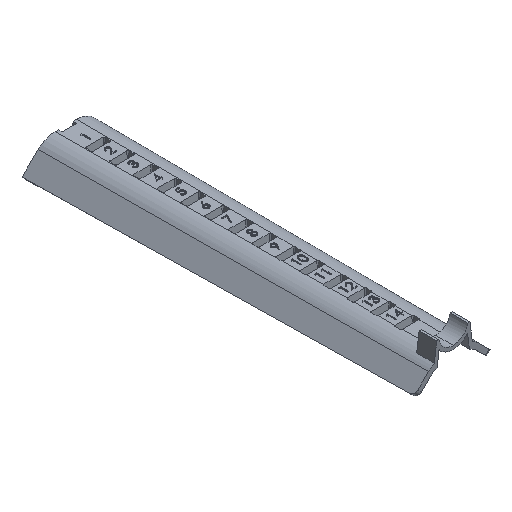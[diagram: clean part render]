
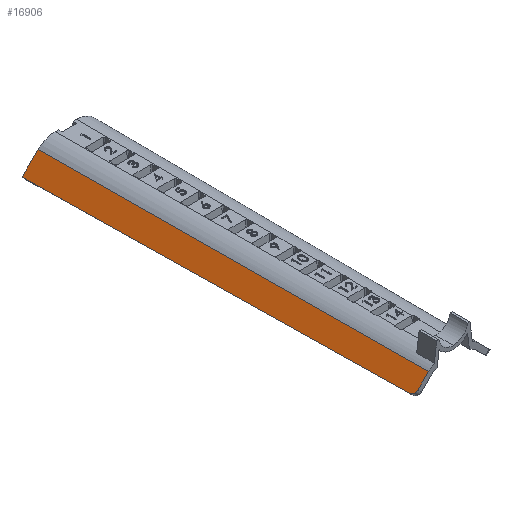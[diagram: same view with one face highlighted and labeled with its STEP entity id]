
A CAD part, isometric view. The second image highlights one B-rep face of the part: STEP entity #16906.
In plain terms, the highlighted planar face has unit normal (-0.707, -0.005, 0.707).
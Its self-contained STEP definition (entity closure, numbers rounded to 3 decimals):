
#267 = CARTESIAN_POINT ( 'NONE',  ( -16.432, -161.224, -5.883 ) ) ;
#284 = EDGE_CURVE ( 'NONE', #19187, #6949, #17040, .T. ) ;
#415 = EDGE_CURVE ( 'NONE', #3905, #15952, #688, .T. ) ;
#688 = LINE ( 'NONE', #17967, #1152 ) ;
#706 = PLANE ( 'NONE',  #11945 ) ;
#813 = CARTESIAN_POINT ( 'NONE',  ( -15.831, -163.2, -5.296 ) ) ;
#1152 = VECTOR ( 'NONE', #15986, 1000. ) ;
#2540 = DIRECTION ( 'NONE',  ( -0.007, 1., 0. ) ) ;
#2752 = CARTESIAN_POINT ( 'NONE',  ( -16.417, -162.385, -5.877 ) ) ;
#3138 = EDGE_CURVE ( 'NONE', #19187, #15952, #11831, .T. ) ;
#3905 = VERTEX_POINT ( 'NONE', #12025 ) ;
#4534 = CARTESIAN_POINT ( 'NONE',  ( -11.672, -0.015, 0.071 ) ) ;
#4742 = CARTESIAN_POINT ( 'NONE',  ( -16.432, -161.224, -5.883 ) ) ;
#5880 = ORIENTED_EDGE ( 'NONE', *, *, #9062, .T. ) ;
#6110 = ORIENTED_EDGE ( 'NONE', *, *, #415, .T. ) ;
#6128 = VECTOR ( 'NONE', #12844, 1000. ) ;
#6949 = VERTEX_POINT ( 'NONE', #16022 ) ;
#7418 = ORIENTED_EDGE ( 'NONE', *, *, #284, .T. ) ;
#7628 = EDGE_LOOP ( 'NONE', ( #17782, #7418, #9939, #5880, #6110 ) ) ;
#7870 = DIRECTION ( 'NONE',  ( -0.012, 1., -0.005 ) ) ;
#8443 = LINE ( 'NONE', #4534, #13124 ) ;
#9062 = EDGE_CURVE ( 'NONE', #17212, #3905, #8443, .T. ) ;
#9785 = CARTESIAN_POINT ( 'NONE',  ( -18.421, -0.035, -6.679 ) ) ;
#9848 = CARTESIAN_POINT ( 'NONE',  ( -18.421, -0.043, -6.678 ) ) ;
#9939 = ORIENTED_EDGE ( 'NONE', *, *, #17099, .F. ) ;
#11831 = LINE ( 'NONE', #9848, #19053 ) ;
#11940 = CARTESIAN_POINT ( 'NONE',  ( -10.463, -163.2, 0.071 ) ) ;
#11945 = AXIS2_PLACEMENT_3D ( 'NONE', #17981, #16003, #14024 ) ;
#12025 = CARTESIAN_POINT ( 'NONE',  ( -11.671, -0.094, 0.071 ) ) ;
#12844 = DIRECTION ( 'NONE',  ( -0.707, 0., -0.707 ) ) ;
#12936 = FACE_OUTER_BOUND ( 'NONE', #7628, .T. ) ;
#13124 = VECTOR ( 'NONE', #2540, 1000. ) ;
#14024 = DIRECTION ( 'NONE',  ( 0.707, 0., 0.707 ) ) ;
#14831 = CARTESIAN_POINT ( 'NONE',  ( -9.017, -163.2, 1.517 ) ) ;
#15952 = VERTEX_POINT ( 'NONE', #9785 ) ;
#15986 = DIRECTION ( 'NONE',  ( -0.707, 0.006, -0.707 ) ) ;
#16003 = DIRECTION ( 'NONE',  ( -0.707, -0.005, 0.707 ) ) ;
#16022 = CARTESIAN_POINT ( 'NONE',  ( -15.01, -163.2, -4.476 ) ) ;
#16800 = LINE ( 'NONE', #14831, #6128 ) ;
#16906 = ADVANCED_FACE ( 'NONE', ( #12936 ), #706, .T. ) ;
#17040 =( BOUNDED_CURVE ( )  B_SPLINE_CURVE ( 3, ( #4742, #2752, #813, #18092 ),
 .UNSPECIFIED., .F., .F. ) 
 B_SPLINE_CURVE_WITH_KNOTS ( ( 4, 4 ),
 ( 4.725, 6.283 ),
 .UNSPECIFIED. ) 
 CURVE ( )  GEOMETRIC_REPRESENTATION_ITEM ( )  RATIONAL_B_SPLINE_CURVE ( ( 1., 0.808, 0.808, 1. ) ) 
 REPRESENTATION_ITEM ( '' )  );
#17099 = EDGE_CURVE ( 'NONE', #17212, #6949, #16800, .T. ) ;
#17212 = VERTEX_POINT ( 'NONE', #11940 ) ;
#17782 = ORIENTED_EDGE ( 'NONE', *, *, #3138, .F. ) ;
#17967 = CARTESIAN_POINT ( 'NONE',  ( -9.621, -0.112, 2.12 ) ) ;
#17981 = CARTESIAN_POINT ( 'NONE',  ( -9.621, 0., 2.121 ) ) ;
#18092 = CARTESIAN_POINT ( 'NONE',  ( -15.01, -163.2, -4.476 ) ) ;
#19053 = VECTOR ( 'NONE', #7870, 1000. ) ;
#19187 = VERTEX_POINT ( 'NONE', #267 ) ;
